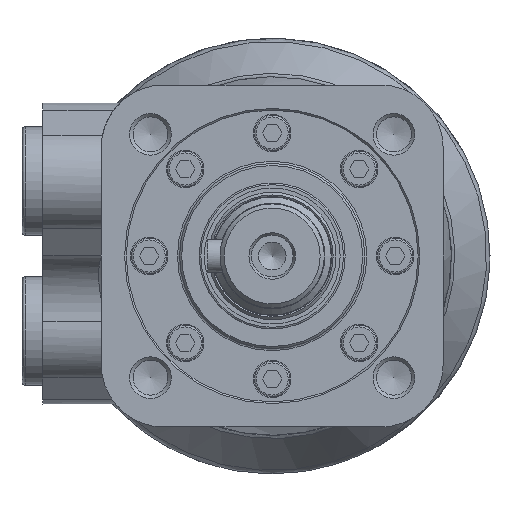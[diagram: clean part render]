
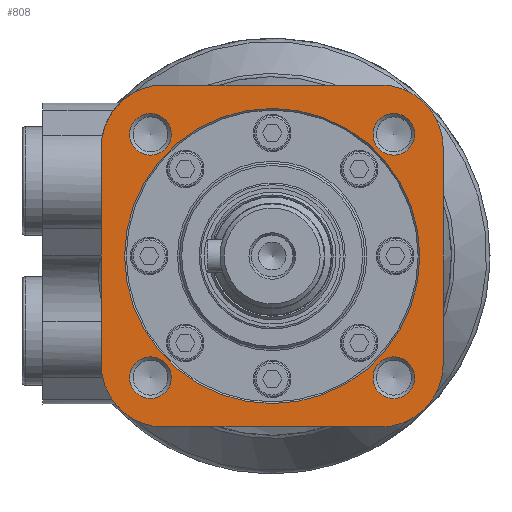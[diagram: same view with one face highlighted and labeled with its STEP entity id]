
A CAD part, left-side view. The second image highlights one B-rep face of the part: STEP entity #808.
In plain terms, the highlighted planar face has unit normal (-1, 0, 0).
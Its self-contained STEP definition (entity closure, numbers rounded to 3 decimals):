
#808 = ADVANCED_FACE( '', ( #1866, #1867, #1868, #1869, #1870, #1871 ), #1872, .F. );
#1866 = FACE_BOUND( '', #3260, .T. );
#1867 = FACE_BOUND( '', #3261, .T. );
#1868 = FACE_BOUND( '', #3262, .T. );
#1869 = FACE_BOUND( '', #3263, .T. );
#1870 = FACE_OUTER_BOUND( '', #3264, .T. );
#1871 = FACE_BOUND( '', #3265, .T. );
#1872 = PLANE( '', #3266 );
#3260 = EDGE_LOOP( '', ( #5201 ) );
#3261 = EDGE_LOOP( '', ( #5202 ) );
#3262 = EDGE_LOOP( '', ( #5203 ) );
#3263 = EDGE_LOOP( '', ( #5204 ) );
#3264 = EDGE_LOOP( '', ( #5205, #5206, #5207, #5208, #5209, #5210, #5211, #5212 ) );
#3265 = EDGE_LOOP( '', ( #5213 ) );
#3266 = AXIS2_PLACEMENT_3D( '', #5214, #5215, #5216 );
#5201 = ORIENTED_EDGE( '', *, *, #7776, .T. );
#5202 = ORIENTED_EDGE( '', *, *, #7614, .T. );
#5203 = ORIENTED_EDGE( '', *, *, #7783, .T. );
#5204 = ORIENTED_EDGE( '', *, *, #7784, .T. );
#5205 = ORIENTED_EDGE( '', *, *, #7785, .F. );
#5206 = ORIENTED_EDGE( '', *, *, #7750, .F. );
#5207 = ORIENTED_EDGE( '', *, *, #7786, .F. );
#5208 = ORIENTED_EDGE( '', *, *, #7787, .F. );
#5209 = ORIENTED_EDGE( '', *, *, #7763, .F. );
#5210 = ORIENTED_EDGE( '', *, *, #7390, .F. );
#5211 = ORIENTED_EDGE( '', *, *, #7788, .F. );
#5212 = ORIENTED_EDGE( '', *, *, #7789, .F. );
#5213 = ORIENTED_EDGE( '', *, *, #7319, .T. );
#5214 = CARTESIAN_POINT( '', ( 0., 0., 0. ) );
#5215 = DIRECTION( '', ( 1., 0., 0. ) );
#5216 = DIRECTION( '', ( 0., 0., -1. ) );
#7319 = EDGE_CURVE( '', #8524, #8524, #8525, .T. );
#7390 = EDGE_CURVE( '', #8641, #8637, #8643, .T. );
#7614 = EDGE_CURVE( '', #9012, #9012, #9013, .T. );
#7750 = EDGE_CURVE( '', #9224, #9221, #9226, .T. );
#7763 = EDGE_CURVE( '', #8637, #9246, #9248, .T. );
#7776 = EDGE_CURVE( '', #9269, #9269, #9270, .T. );
#7783 = EDGE_CURVE( '', #9278, #9278, #9279, .T. );
#7784 = EDGE_CURVE( '', #9280, #9280, #9281, .T. );
#7785 = EDGE_CURVE( '', #9221, #9282, #9283, .T. );
#7786 = EDGE_CURVE( '', #9284, #9224, #9285, .T. );
#7787 = EDGE_CURVE( '', #9246, #9284, #9286, .T. );
#7788 = EDGE_CURVE( '', #9287, #8641, #9288, .T. );
#7789 = EDGE_CURVE( '', #9282, #9287, #9289, .T. );
#8524 = VERTEX_POINT( '', #10806 );
#8525 = CIRCLE( '', #10807, 35.4 );
#8637 = VERTEX_POINT( '', #10976 );
#8641 = VERTEX_POINT( '', #10982 );
#8643 = LINE( '', #10985, #10986 );
#9012 = VERTEX_POINT( '', #11566 );
#9013 = CIRCLE( '', #11567, 5. );
#9221 = VERTEX_POINT( '', #11945 );
#9224 = VERTEX_POINT( '', #11949 );
#9226 = LINE( '', #11952, #11953 );
#9246 = VERTEX_POINT( '', #11981 );
#9248 = CIRCLE( '', #11984, 15. );
#9269 = VERTEX_POINT( '', #12017 );
#9270 = CIRCLE( '', #12018, 5. );
#9278 = VERTEX_POINT( '', #12026 );
#9279 = CIRCLE( '', #12027, 5. );
#9280 = VERTEX_POINT( '', #12028 );
#9281 = CIRCLE( '', #12029, 5. );
#9282 = VERTEX_POINT( '', #12030 );
#9283 = CIRCLE( '', #12031, 15. );
#9284 = VERTEX_POINT( '', #12032 );
#9285 = CIRCLE( '', #12033, 15. );
#9286 = LINE( '', #12034, #12035 );
#9287 = VERTEX_POINT( '', #12036 );
#9288 = CIRCLE( '', #12037, 15. );
#9289 = LINE( '', #12038, #12039 );
#10806 = CARTESIAN_POINT( '', ( 0., 0., -35.4 ) );
#10807 = AXIS2_PLACEMENT_3D( '', #13468, #13469, #13470 );
#10976 = CARTESIAN_POINT( '', ( 0., -41., -26. ) );
#10982 = CARTESIAN_POINT( '', ( 0., -41., 26. ) );
#10985 = CARTESIAN_POINT( '', ( 0., -41., 26. ) );
#10986 = VECTOR( '', #13588, 1000. );
#11566 = CARTESIAN_POINT( '', ( 0., 29.19, -34.19 ) );
#11567 = AXIS2_PLACEMENT_3D( '', #13873, #13874, #13875 );
#11945 = CARTESIAN_POINT( '', ( 0., 41., 26. ) );
#11949 = CARTESIAN_POINT( '', ( 0., 41., -26. ) );
#11952 = CARTESIAN_POINT( '', ( 0., 41., -26. ) );
#11953 = VECTOR( '', #14031, 1000. );
#11981 = CARTESIAN_POINT( '', ( 0., -26., -41. ) );
#11984 = AXIS2_PLACEMENT_3D( '', #14041, #14042, #14043 );
#12017 = CARTESIAN_POINT( '', ( 0., -29.19, -34.19 ) );
#12018 = AXIS2_PLACEMENT_3D( '', #14062, #14063, #14064 );
#12026 = CARTESIAN_POINT( '', ( 0., -29.19, 24.19 ) );
#12027 = AXIS2_PLACEMENT_3D( '', #14074, #14075, #14076 );
#12028 = CARTESIAN_POINT( '', ( 0., 29.19, 24.19 ) );
#12029 = AXIS2_PLACEMENT_3D( '', #14077, #14078, #14079 );
#12030 = CARTESIAN_POINT( '', ( 0., 26., 41. ) );
#12031 = AXIS2_PLACEMENT_3D( '', #14080, #14081, #14082 );
#12032 = CARTESIAN_POINT( '', ( 0., 26., -41. ) );
#12033 = AXIS2_PLACEMENT_3D( '', #14083, #14084, #14085 );
#12034 = CARTESIAN_POINT( '', ( 0., -26., -41. ) );
#12035 = VECTOR( '', #14086, 1000. );
#12036 = CARTESIAN_POINT( '', ( 0., -26., 41. ) );
#12037 = AXIS2_PLACEMENT_3D( '', #14087, #14088, #14089 );
#12038 = CARTESIAN_POINT( '', ( 0., 26., 41. ) );
#12039 = VECTOR( '', #14090, 1000. );
#13468 = CARTESIAN_POINT( '', ( 0., 0., 0. ) );
#13469 = DIRECTION( '', ( 1., 0., 0. ) );
#13470 = DIRECTION( '', ( 0., 0., -1. ) );
#13588 = DIRECTION( '', ( 0., 0., -1. ) );
#13873 = CARTESIAN_POINT( '', ( 0., 29.19, -29.19 ) );
#13874 = DIRECTION( '', ( 1., 0., 0. ) );
#13875 = DIRECTION( '', ( 0., 0., -1. ) );
#14031 = DIRECTION( '', ( 0., 0., 1. ) );
#14041 = CARTESIAN_POINT( '', ( 0., -26., -26. ) );
#14042 = DIRECTION( '', ( 1., 0., 0. ) );
#14043 = DIRECTION( '', ( 0., 0., -1. ) );
#14062 = CARTESIAN_POINT( '', ( 0., -29.19, -29.19 ) );
#14063 = DIRECTION( '', ( 1., 0., 0. ) );
#14064 = DIRECTION( '', ( 0., 0., -1. ) );
#14074 = CARTESIAN_POINT( '', ( 0., -29.19, 29.19 ) );
#14075 = DIRECTION( '', ( 1., 0., 0. ) );
#14076 = DIRECTION( '', ( 0., 0., -1. ) );
#14077 = CARTESIAN_POINT( '', ( 0., 29.19, 29.19 ) );
#14078 = DIRECTION( '', ( 1., 0., 0. ) );
#14079 = DIRECTION( '', ( 0., 0., -1. ) );
#14080 = CARTESIAN_POINT( '', ( 0., 26., 26. ) );
#14081 = DIRECTION( '', ( 1., 0., 0. ) );
#14082 = DIRECTION( '', ( 0., 0., -1. ) );
#14083 = CARTESIAN_POINT( '', ( 0., 26., -26. ) );
#14084 = DIRECTION( '', ( 1., 0., 0. ) );
#14085 = DIRECTION( '', ( 0., 0., -1. ) );
#14086 = DIRECTION( '', ( 0., 1., 0. ) );
#14087 = CARTESIAN_POINT( '', ( 0., -26., 26. ) );
#14088 = DIRECTION( '', ( 1., 0., 0. ) );
#14089 = DIRECTION( '', ( 0., 0., -1. ) );
#14090 = DIRECTION( '', ( 0., -1., 0. ) );
